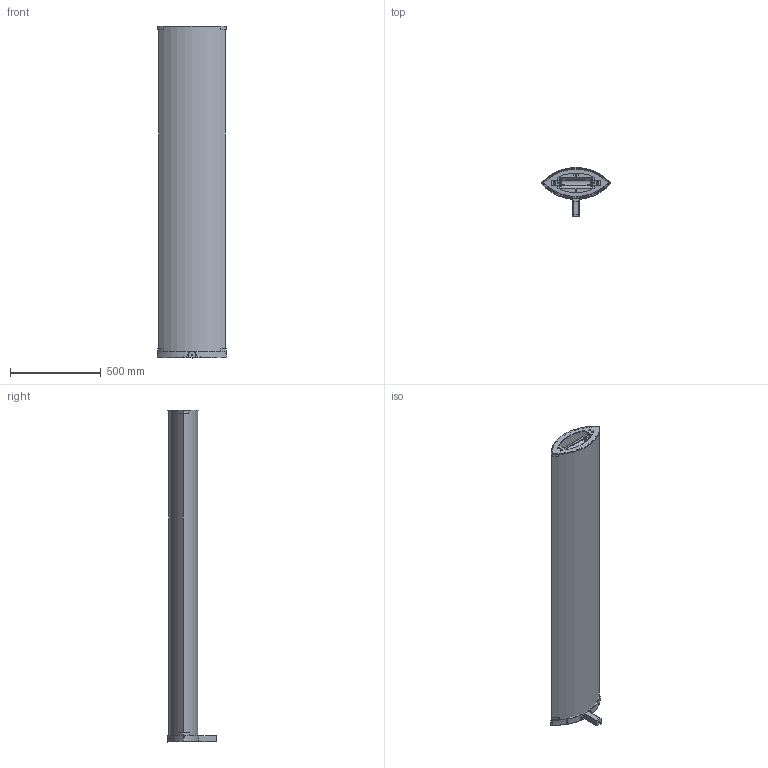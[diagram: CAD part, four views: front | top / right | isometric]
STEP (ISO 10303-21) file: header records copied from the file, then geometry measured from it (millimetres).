
FILE_DESCRIPTION(/* description */ (''),/* implementation_level */ '2;1');
FILE_NAME(/* name */ 'F275830150KBNE.stp',/* time_stamp */ '2020-01-15T14:41:30+01:00',/* author */ ('sghezzi'),/* organization */ (''),/* preprocessor_version */ 'ST-DEVELOPER v17.2',/* originating_system */ 'Autodesk Inventor 2019',/* authorisation */ '');
FILE_SCHEMA (('AUTOMOTIVE_DESIGN { 1 0 10303 214 3 1 1 }'));
Length unit declared in the file: millimetre
Products named in the file (16): Pirellone_2758_Assieme; sorgente R7s; Scintilla_Corpo illum 2729 Terra_Assieme; montatura; 010036010_Piastrina Inox dist 0.5; riflettore scintilla; 006275800_tubetto distanziale De 8 Di 5 h22; Angolare montatura.ipt; tappo; 010060010 base; 007275801 tappo zavorra; 007275803 ZAVORRA da rilievo; Staffa superiore Pirelone; Strutura centrale 1; Vetro Pirellone; CONTRAPPESO
Assembly tree (19 placements, depth 4):
  Pirellone_2758_Assieme
    sorgente R7s
      Scintilla_Corpo illum 2729 Terra_Assieme
        montatura
      010036010_Piastrina Inox dist 0.5  x2
    riflettore scintilla
    006275800_tubetto distanziale De 8 Di 5 h22  x2
    Angolare montatura.ipt  x2
    tappo
    010060010 base
    007275801 tappo zavorra
    007275803 ZAVORRA da rilievo
    Staffa superiore Pirelone
    Strutura centrale 1
    Vetro Pirellone  x2
    CONTRAPPESO
Bounding box: 385 x 269.3 x 1834 mm (x, y, z)
Volume: 7439281.8 mm3; surface area: 3686512.8 mm2
Topology: 22 solids, 22 shells, 474 faces, 1273 edges, 836 vertices
Faces by surface type: plane 212, cylinder 170, cone 38, bspline 32, torus 13, sphere 9
Full cylindrical faces by diameter (mm): 3 x18, 3.5 x2, 4 x6, 5 x10, 8 x4, 8.5 x1, 9 x1, 10 x10, 11 x2, 12 x3, 13 x2, 14 x1, 18 x1, 21 x1, 31 x1
Entity records: 16324 total; most frequent: CARTESIAN_POINT 4476, DIRECTION 2370, ORIENTED_EDGE 2366, EDGE_CURVE 1183, AXIS2_PLACEMENT_3D 898, VERTEX_POINT 782, LINE 574, VECTOR 574
